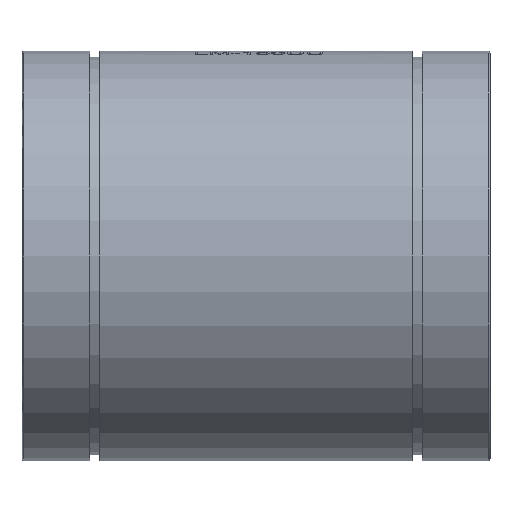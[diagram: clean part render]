
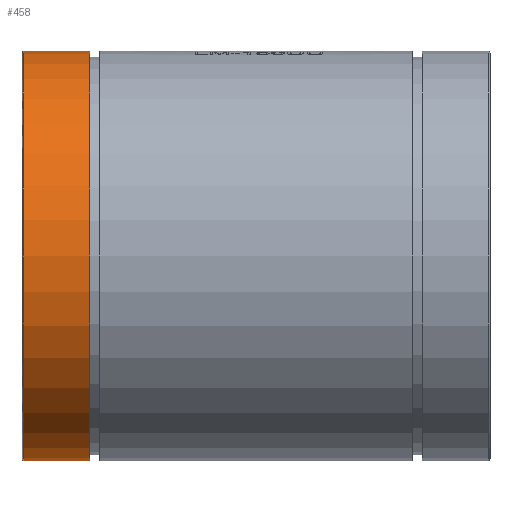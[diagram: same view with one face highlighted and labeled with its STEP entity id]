
A CAD part, front view. The second image highlights one B-rep face of the part: STEP entity #458.
In plain terms, the highlighted cylindrical face has radius 105 mm (diameter 210 mm), a full revolution.
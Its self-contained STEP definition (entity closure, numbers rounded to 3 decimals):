
#415=CYLINDRICAL_SURFACE('',#5595,105.);
#458=ADVANCED_FACE('',(#1050,#1051),#415,.T.);
#979=CIRCLE('',#5593,105.);
#980=CIRCLE('',#5594,105.);
#1050=FACE_BOUND('',#1134,.T.);
#1051=FACE_BOUND('',#1135,.T.);
#1134=EDGE_LOOP('',(#2594));
#1135=EDGE_LOOP('',(#2595));
#2594=ORIENTED_EDGE('',*,*,#4640,.T.);
#2595=ORIENTED_EDGE('',*,*,#4641,.T.);
#4124=VERTEX_POINT('',#8213);
#4125=VERTEX_POINT('',#8215);
#4640=EDGE_CURVE('',#4124,#4124,#979,.T.);
#4641=EDGE_CURVE('',#4125,#4125,#980,.T.);
#5593=AXIS2_PLACEMENT_3D('',#8212,#6045,#6046);
#5594=AXIS2_PLACEMENT_3D('',#8214,#6047,#6048);
#5595=AXIS2_PLACEMENT_3D('',#8216,#6049,#6050);
#6045=DIRECTION('',(1.,0.,0.));
#6046=DIRECTION('',(0.,0.,1.));
#6047=DIRECTION('',(-1.,0.,0.));
#6048=DIRECTION('',(0.,0.,-1.));
#6049=DIRECTION('',(-1.,0.,0.));
#6050=DIRECTION('',(0.,0.,1.));
#8212=CARTESIAN_POINT('',(1.,0.,0.));
#8213=CARTESIAN_POINT('',(1.,0.,105.));
#8214=CARTESIAN_POINT('',(34.7,0.,0.));
#8215=CARTESIAN_POINT('',(34.7,0.,-105.));
#8216=CARTESIAN_POINT('',(6.487,0.,0.));
